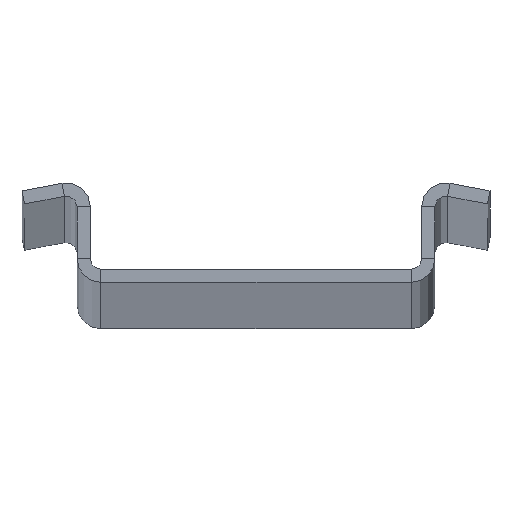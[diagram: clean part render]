
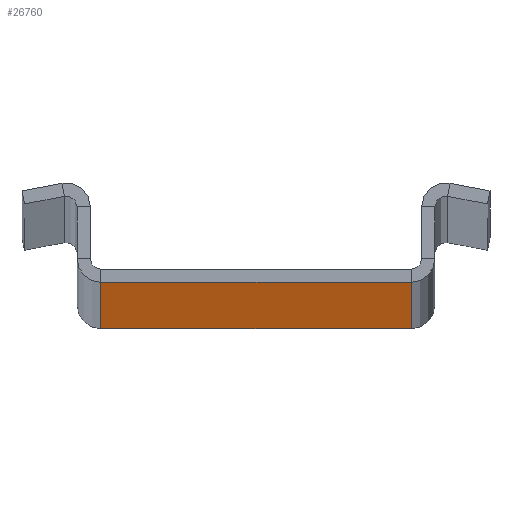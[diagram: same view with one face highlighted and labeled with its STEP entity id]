
A CAD part, top view. The second image highlights one B-rep face of the part: STEP entity #26760.
In plain terms, the highlighted planar face has unit normal (0, -1, 0).
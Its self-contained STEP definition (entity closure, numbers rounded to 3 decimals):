
#261 = CARTESIAN_POINT ( 'NONE',  ( -11.7, -1., 2000. ) ) ;
#871 = CARTESIAN_POINT ( 'NONE',  ( -12.5, -1., 2000. ) ) ;
#1390 = EDGE_LOOP ( 'NONE', ( #30413, #3529, #4431, #28587 ) ) ;
#1426 = DIRECTION ( 'NONE',  ( 0., 0., -1. ) ) ;
#2417 = EDGE_CURVE ( 'NONE', #21990, #10962, #16172, .T. ) ;
#2439 = VECTOR ( 'NONE', #1426, 1000. ) ;
#2522 = LINE ( 'NONE', #871, #22124 ) ;
#2686 = VECTOR ( 'NONE', #2742, 1000. ) ;
#2742 = DIRECTION ( 'NONE',  ( 0., 0., -1. ) ) ;
#3529 = ORIENTED_EDGE ( 'NONE', *, *, #28784, .F. ) ;
#4225 = CARTESIAN_POINT ( 'NONE',  ( 11.7, -1., 0. ) ) ;
#4431 = ORIENTED_EDGE ( 'NONE', *, *, #13029, .F. ) ;
#5036 = AXIS2_PLACEMENT_3D ( 'NONE', #17598, #5367, #22543 ) ;
#5367 = DIRECTION ( 'NONE',  ( 0., 1., 0. ) ) ;
#6262 = VERTEX_POINT ( 'NONE', #16519 ) ;
#7465 = VERTEX_POINT ( 'NONE', #21569 ) ;
#9646 = VECTOR ( 'NONE', #23615, 1000. ) ;
#10962 = VERTEX_POINT ( 'NONE', #4225 ) ;
#12846 = FACE_OUTER_BOUND ( 'NONE', #1390, .T. ) ;
#13029 = EDGE_CURVE ( 'NONE', #7465, #6262, #2522, .T. ) ;
#15119 = PLANE ( 'NONE',  #5036 ) ;
#16172 = LINE ( 'NONE', #16211, #9646 ) ;
#16211 = CARTESIAN_POINT ( 'NONE',  ( -12.5, -1., 0. ) ) ;
#16242 = LINE ( 'NONE', #30864, #2439 ) ;
#16519 = CARTESIAN_POINT ( 'NONE',  ( 11.7, -1., 2000. ) ) ;
#17598 = CARTESIAN_POINT ( 'NONE',  ( -12.5, -1., 2000. ) ) ;
#18985 = CARTESIAN_POINT ( 'NONE',  ( -11.7, -1., 0. ) ) ;
#21569 = CARTESIAN_POINT ( 'NONE',  ( -11.7, -1., 2000. ) ) ;
#21990 = VERTEX_POINT ( 'NONE', #18985 ) ;
#22124 = VECTOR ( 'NONE', #25349, 1000. ) ;
#22290 = LINE ( 'NONE', #261, #2686 ) ;
#22543 = DIRECTION ( 'NONE',  ( 0., 0., 1. ) ) ;
#23615 = DIRECTION ( 'NONE',  ( 1., 0., 0. ) ) ;
#24237 = EDGE_CURVE ( 'NONE', #7465, #21990, #22290, .T. ) ;
#25349 = DIRECTION ( 'NONE',  ( 1., 0., 0. ) ) ;
#26760 = ADVANCED_FACE ( 'NONE', ( #12846 ), #15119, .F. ) ;
#28587 = ORIENTED_EDGE ( 'NONE', *, *, #24237, .T. ) ;
#28784 = EDGE_CURVE ( 'NONE', #6262, #10962, #16242, .T. ) ;
#30413 = ORIENTED_EDGE ( 'NONE', *, *, #2417, .T. ) ;
#30864 = CARTESIAN_POINT ( 'NONE',  ( 11.7, -1., 2000. ) ) ;
